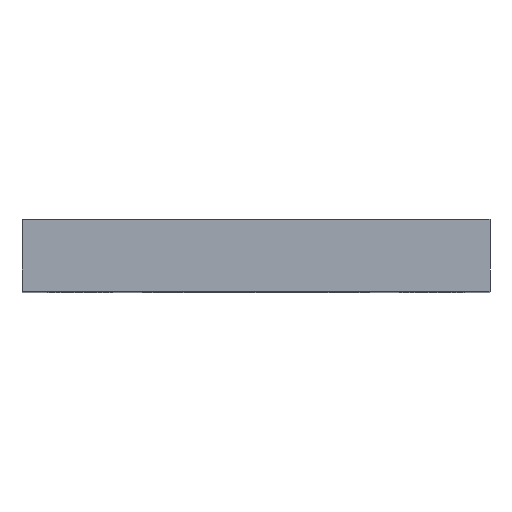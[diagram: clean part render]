
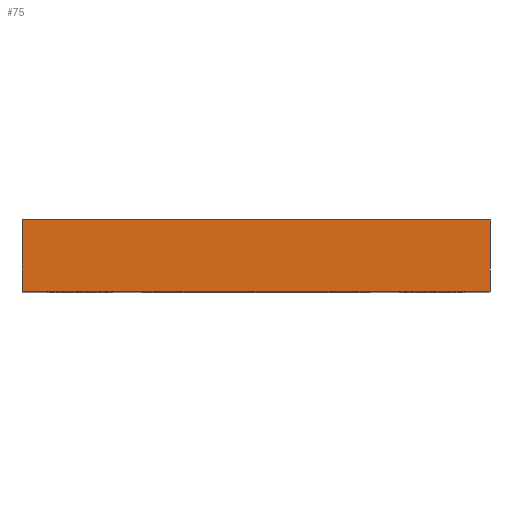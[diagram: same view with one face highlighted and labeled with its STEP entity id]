
A CAD part, top view. The second image highlights one B-rep face of the part: STEP entity #75.
In plain terms, the highlighted planar face has unit normal (0, 0, 1).
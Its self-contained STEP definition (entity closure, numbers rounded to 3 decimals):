
#7 = AXIS2_PLACEMENT_3D ( 'NONE', #1176, #804, #47 ) ;
#42 = DIRECTION ( 'NONE',  ( 0., -1., 0. ) ) ;
#47 = DIRECTION ( 'NONE',  ( -1., 0., 0. ) ) ;
#75 = ADVANCED_FACE ( 'NONE', ( #909 ), #864, .F. ) ;
#137 = VECTOR ( 'NONE', #42, 1000. ) ;
#156 = VECTOR ( 'NONE', #718, 1000. ) ;
#161 = VERTEX_POINT ( 'NONE', #370 ) ;
#257 = CARTESIAN_POINT ( 'NONE',  ( -32.5, 10., 55. ) ) ;
#281 = EDGE_CURVE ( 'NONE', #750, #161, #685, .T. ) ;
#294 = VERTEX_POINT ( 'NONE', #914 ) ;
#326 = EDGE_CURVE ( 'NONE', #750, #294, #392, .T. ) ;
#335 = ORIENTED_EDGE ( 'NONE', *, *, #281, .T. ) ;
#370 = CARTESIAN_POINT ( 'NONE',  ( -32.5, 0., 55. ) ) ;
#392 = LINE ( 'NONE', #257, #156 ) ;
#416 = CARTESIAN_POINT ( 'NONE',  ( -32.5, 10., 55. ) ) ;
#439 = ORIENTED_EDGE ( 'NONE', *, *, #1148, .T. ) ;
#460 = VECTOR ( 'NONE', #1091, 1000. ) ;
#487 = VECTOR ( 'NONE', #791, 1000. ) ;
#516 = LINE ( 'NONE', #799, #487 ) ;
#527 = CARTESIAN_POINT ( 'NONE',  ( 32.5, 10., 55. ) ) ;
#594 = EDGE_CURVE ( 'NONE', #294, #937, #642, .T. ) ;
#601 = CARTESIAN_POINT ( 'NONE',  ( -32.5, 10., 55. ) ) ;
#642 = LINE ( 'NONE', #527, #137 ) ;
#685 = LINE ( 'NONE', #416, #460 ) ;
#718 = DIRECTION ( 'NONE',  ( 1., 0., 0. ) ) ;
#737 = EDGE_LOOP ( 'NONE', ( #439, #1221, #853, #335 ) ) ;
#742 = CARTESIAN_POINT ( 'NONE',  ( 32.5, 0., 55. ) ) ;
#750 = VERTEX_POINT ( 'NONE', #601 ) ;
#791 = DIRECTION ( 'NONE',  ( 1., 0., 0. ) ) ;
#799 = CARTESIAN_POINT ( 'NONE',  ( -32.5, 0., 55. ) ) ;
#804 = DIRECTION ( 'NONE',  ( 0., 0., -1. ) ) ;
#853 = ORIENTED_EDGE ( 'NONE', *, *, #326, .F. ) ;
#864 = PLANE ( 'NONE',  #7 ) ;
#909 = FACE_OUTER_BOUND ( 'NONE', #737, .T. ) ;
#914 = CARTESIAN_POINT ( 'NONE',  ( 32.5, 10., 55. ) ) ;
#937 = VERTEX_POINT ( 'NONE', #742 ) ;
#1091 = DIRECTION ( 'NONE',  ( 0., -1., 0. ) ) ;
#1148 = EDGE_CURVE ( 'NONE', #161, #937, #516, .T. ) ;
#1176 = CARTESIAN_POINT ( 'NONE',  ( -32.5, 10., 55. ) ) ;
#1221 = ORIENTED_EDGE ( 'NONE', *, *, #594, .F. ) ;
